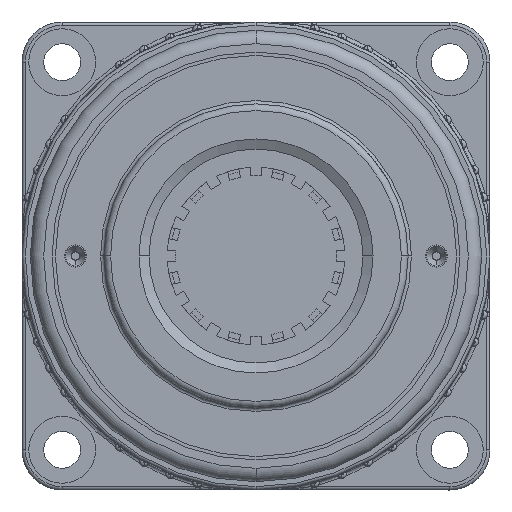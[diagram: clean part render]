
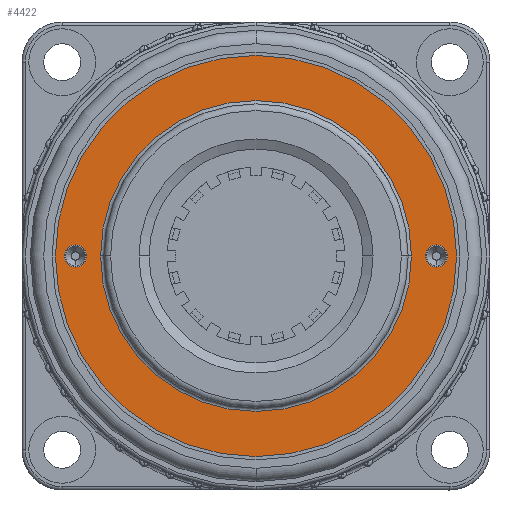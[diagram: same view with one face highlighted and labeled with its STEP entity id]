
A CAD part, left-side view. The second image highlights one B-rep face of the part: STEP entity #4422.
In plain terms, the highlighted face is planar.
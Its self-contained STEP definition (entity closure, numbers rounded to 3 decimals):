
#276 = CARTESIAN_POINT ( 'NONE',  ( 0., 0.8, 23.25 ) ) ;
#292 = CIRCLE ( 'NONE', #17446, 1.65 ) ;
#391 = DIRECTION ( 'NONE',  ( 0., -1., 0. ) ) ;
#394 = AXIS2_PLACEMENT_3D ( 'NONE', #7757, #19118, #9348 ) ;
#442 = ORIENTED_EDGE ( 'NONE', *, *, #1477, .F. ) ;
#465 = DIRECTION ( 'NONE',  ( 0., 1., 0. ) ) ;
#1188 = EDGE_LOOP ( 'NONE', ( #4090, #12677 ) ) ;
#1211 = EDGE_LOOP ( 'NONE', ( #442, #2063 ) ) ;
#1477 = EDGE_CURVE ( 'NONE', #8382, #7089, #292, .T. ) ;
#1593 = AXIS2_PLACEMENT_3D ( 'NONE', #9942, #391, #11578 ) ;
#1878 = CIRCLE ( 'NONE', #1593, 23.25 ) ;
#1934 = CARTESIAN_POINT ( 'NONE',  ( 0., 0.8, -28.65 ) ) ;
#2063 = ORIENTED_EDGE ( 'NONE', *, *, #16014, .F. ) ;
#2185 = CARTESIAN_POINT ( 'NONE',  ( 0., 0.8, -27. ) ) ;
#2217 = EDGE_CURVE ( 'NONE', #12751, #12502, #10495, .T. ) ;
#2619 = CIRCLE ( 'NONE', #7664, 23.25 ) ;
#3089 = CARTESIAN_POINT ( 'NONE',  ( 0., 0.8, 25.35 ) ) ;
#3665 = VERTEX_POINT ( 'NONE', #17892 ) ;
#3730 = AXIS2_PLACEMENT_3D ( 'NONE', #10015, #465, #11647 ) ;
#3772 = DIRECTION ( 'NONE',  ( 0., 0., 1. ) ) ;
#3977 = ORIENTED_EDGE ( 'NONE', *, *, #15274, .T. ) ;
#4014 = DIRECTION ( 'NONE',  ( 0., 0., 1. ) ) ;
#4090 = ORIENTED_EDGE ( 'NONE', *, *, #5262, .F. ) ;
#4149 = DIRECTION ( 'NONE',  ( 0., 1., 0. ) ) ;
#4422 = ADVANCED_FACE ( 'NONE', ( #20415, #16071, #11732, #19913 ), #4501, .T. ) ;
#4501 = PLANE ( 'NONE',  #10363 ) ;
#4784 = CARTESIAN_POINT ( 'NONE',  ( 0., 0.8, 0. ) ) ;
#5223 = AXIS2_PLACEMENT_3D ( 'NONE', #19094, #9322, #20722 ) ;
#5262 = EDGE_CURVE ( 'NONE', #6186, #8297, #13466, .T. ) ;
#5975 = AXIS2_PLACEMENT_3D ( 'NONE', #2185, #13373, #3772 ) ;
#6186 = VERTEX_POINT ( 'NONE', #11083 ) ;
#7089 = VERTEX_POINT ( 'NONE', #3089 ) ;
#7317 = CIRCLE ( 'NONE', #394, 1.65 ) ;
#7664 = AXIS2_PLACEMENT_3D ( 'NONE', #8041, #19411, #9624 ) ;
#7719 = VERTEX_POINT ( 'NONE', #276 ) ;
#7757 = CARTESIAN_POINT ( 'NONE',  ( 0., 0.8, 27. ) ) ;
#8041 = CARTESIAN_POINT ( 'NONE',  ( 0., 0.8, 0. ) ) ;
#8297 = VERTEX_POINT ( 'NONE', #1934 ) ;
#8382 = VERTEX_POINT ( 'NONE', #11714 ) ;
#9322 = DIRECTION ( 'NONE',  ( 0., 1., 0. ) ) ;
#9341 = ORIENTED_EDGE ( 'NONE', *, *, #2217, .T. ) ;
#9348 = DIRECTION ( 'NONE',  ( 0., 0., 1. ) ) ;
#9624 = DIRECTION ( 'NONE',  ( 0., 0., 1. ) ) ;
#9639 = AXIS2_PLACEMENT_3D ( 'NONE', #10223, #10293, #10250 ) ;
#9657 = ORIENTED_EDGE ( 'NONE', *, *, #15141, .T. ) ;
#9942 = CARTESIAN_POINT ( 'NONE',  ( 0., 0.8, 0. ) ) ;
#10015 = CARTESIAN_POINT ( 'NONE',  ( 0., 0.8, -27. ) ) ;
#10223 = CARTESIAN_POINT ( 'NONE',  ( 0., 0.8, 0. ) ) ;
#10250 = DIRECTION ( 'NONE',  ( 0., 0., 1. ) ) ;
#10293 = DIRECTION ( 'NONE',  ( 0., 1., 0. ) ) ;
#10363 = AXIS2_PLACEMENT_3D ( 'NONE', #4784, #4149, #4014 ) ;
#10495 = CIRCLE ( 'NONE', #9639, 30. ) ;
#11083 = CARTESIAN_POINT ( 'NONE',  ( 0., 0.8, -25.35 ) ) ;
#11578 = DIRECTION ( 'NONE',  ( 0., 0., 1. ) ) ;
#11647 = DIRECTION ( 'NONE',  ( 0., 0., 1. ) ) ;
#11714 = CARTESIAN_POINT ( 'NONE',  ( 0., 0.8, 28.65 ) ) ;
#11732 = FACE_BOUND ( 'NONE', #1188, .T. ) ;
#11883 = CIRCLE ( 'NONE', #5223, 30. ) ;
#11928 = EDGE_LOOP ( 'NONE', ( #9657, #9341 ) ) ;
#12502 = VERTEX_POINT ( 'NONE', #17303 ) ;
#12677 = ORIENTED_EDGE ( 'NONE', *, *, #15297, .F. ) ;
#12751 = VERTEX_POINT ( 'NONE', #13110 ) ;
#13110 = CARTESIAN_POINT ( 'NONE',  ( 0., 0.8, 30. ) ) ;
#13373 = DIRECTION ( 'NONE',  ( 0., 1., 0. ) ) ;
#13466 = CIRCLE ( 'NONE', #5975, 1.65 ) ;
#13788 = ORIENTED_EDGE ( 'NONE', *, *, #19718, .T. ) ;
#15141 = EDGE_CURVE ( 'NONE', #12502, #12751, #11883, .T. ) ;
#15274 = EDGE_CURVE ( 'NONE', #7719, #3665, #1878, .T. ) ;
#15297 = EDGE_CURVE ( 'NONE', #8297, #6186, #18030, .T. ) ;
#16014 = EDGE_CURVE ( 'NONE', #7089, #8382, #7317, .T. ) ;
#16071 = FACE_BOUND ( 'NONE', #1211, .T. ) ;
#17303 = CARTESIAN_POINT ( 'NONE',  ( 0., 0.8, -30. ) ) ;
#17446 = AXIS2_PLACEMENT_3D ( 'NONE', #20483, #20508, #20934 ) ;
#17892 = CARTESIAN_POINT ( 'NONE',  ( 0., 0.8, -23.25 ) ) ;
#18030 = CIRCLE ( 'NONE', #3730, 1.65 ) ;
#19094 = CARTESIAN_POINT ( 'NONE',  ( 0., 0.8, 0. ) ) ;
#19118 = DIRECTION ( 'NONE',  ( 0., 1., 0. ) ) ;
#19411 = DIRECTION ( 'NONE',  ( 0., -1., 0. ) ) ;
#19718 = EDGE_CURVE ( 'NONE', #3665, #7719, #2619, .T. ) ;
#19906 = EDGE_LOOP ( 'NONE', ( #3977, #13788 ) ) ;
#19913 = FACE_OUTER_BOUND ( 'NONE', #11928, .T. ) ;
#20415 = FACE_BOUND ( 'NONE', #19906, .T. ) ;
#20483 = CARTESIAN_POINT ( 'NONE',  ( 0., 0.8, 27. ) ) ;
#20508 = DIRECTION ( 'NONE',  ( 0., 1., 0. ) ) ;
#20722 = DIRECTION ( 'NONE',  ( 0., 0., 1. ) ) ;
#20934 = DIRECTION ( 'NONE',  ( 0., 0., 1. ) ) ;
